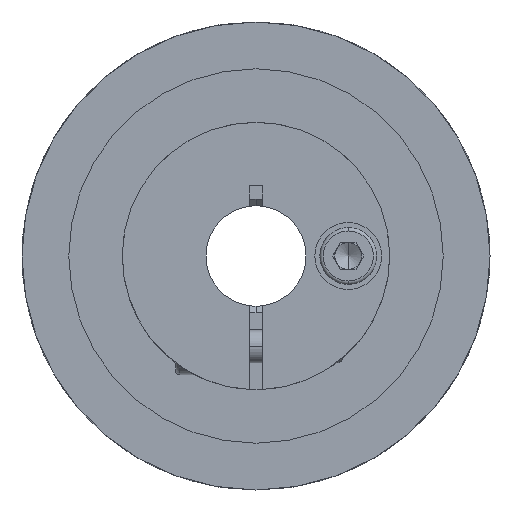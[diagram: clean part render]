
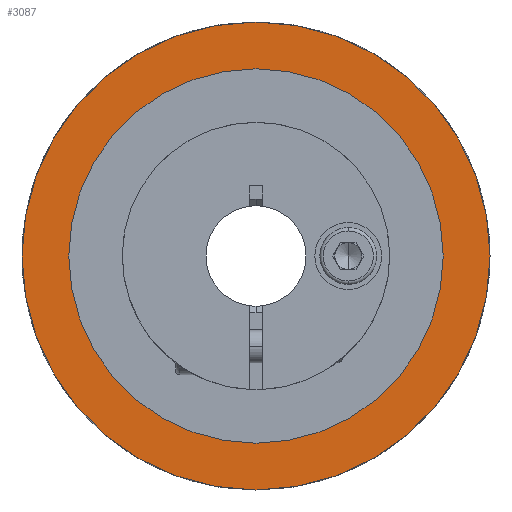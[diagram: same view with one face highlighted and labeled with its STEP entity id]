
A CAD part, left-side view. The second image highlights one B-rep face of the part: STEP entity #3087.
In plain terms, the highlighted planar face has unit normal (-1, 0, 0).
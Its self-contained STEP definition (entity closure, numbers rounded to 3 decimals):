
#231 = DIRECTION ( 'NONE',  ( 0., 0., 1. ) ) ;
#330 = DIRECTION ( 'NONE',  ( 1., 0., 0. ) ) ;
#422 = DIRECTION ( 'NONE',  ( -1., 0., 0. ) ) ;
#726 = AXIS2_PLACEMENT_3D ( 'NONE', #3406, #785, #231 ) ;
#785 = DIRECTION ( 'NONE',  ( -1., 0., 0. ) ) ;
#884 = CARTESIAN_POINT ( 'NONE',  ( 0., 0., -35. ) ) ;
#928 = AXIS2_PLACEMENT_3D ( 'NONE', #1383, #422, #3200 ) ;
#970 = PLANE ( 'NONE',  #2111 ) ;
#1074 = ORIENTED_EDGE ( 'NONE', *, *, #3067, .T. ) ;
#1268 = CIRCLE ( 'NONE', #4384, 28. ) ;
#1304 = CIRCLE ( 'NONE', #726, 35. ) ;
#1383 = CARTESIAN_POINT ( 'NONE',  ( 0., 0., 0. ) ) ;
#1490 = FACE_BOUND ( 'NONE', #5379, .T. ) ;
#1942 = DIRECTION ( 'NONE',  ( 0., 0., 1. ) ) ;
#2111 = AXIS2_PLACEMENT_3D ( 'NONE', #4368, #330, #2652 ) ;
#2118 = ORIENTED_EDGE ( 'NONE', *, *, #2847, .T. ) ;
#2350 = ORIENTED_EDGE ( 'NONE', *, *, #4016, .F. ) ;
#2418 = CARTESIAN_POINT ( 'NONE',  ( 0., 0., 0. ) ) ;
#2469 = CARTESIAN_POINT ( 'NONE',  ( 0., 0., 35. ) ) ;
#2605 = VERTEX_POINT ( 'NONE', #3413 ) ;
#2652 = DIRECTION ( 'NONE',  ( 0., 0., -1. ) ) ;
#2653 = EDGE_LOOP ( 'NONE', ( #1074, #2118 ) ) ;
#2847 = EDGE_CURVE ( 'NONE', #3584, #4563, #1304, .T. ) ;
#2864 = DIRECTION ( 'NONE',  ( -1., 0., 0. ) ) ;
#2986 = CIRCLE ( 'NONE', #3727, 35. ) ;
#3067 = EDGE_CURVE ( 'NONE', #4563, #3584, #2986, .T. ) ;
#3087 = ADVANCED_FACE ( 'NONE', ( #1490, #3755 ), #970, .F. ) ;
#3200 = DIRECTION ( 'NONE',  ( 0., 0., 1. ) ) ;
#3259 = DIRECTION ( 'NONE',  ( 0., 0., 1. ) ) ;
#3406 = CARTESIAN_POINT ( 'NONE',  ( 0., 0., 0. ) ) ;
#3413 = CARTESIAN_POINT ( 'NONE',  ( 0., 0., -28. ) ) ;
#3584 = VERTEX_POINT ( 'NONE', #884 ) ;
#3727 = AXIS2_PLACEMENT_3D ( 'NONE', #2418, #2864, #1942 ) ;
#3755 = FACE_OUTER_BOUND ( 'NONE', #2653, .T. ) ;
#4016 = EDGE_CURVE ( 'NONE', #4217, #2605, #4532, .T. ) ;
#4087 = CARTESIAN_POINT ( 'NONE',  ( 0., 0., 0. ) ) ;
#4217 = VERTEX_POINT ( 'NONE', #5505 ) ;
#4368 = CARTESIAN_POINT ( 'NONE',  ( 0., 28., 0. ) ) ;
#4384 = AXIS2_PLACEMENT_3D ( 'NONE', #4087, #5474, #3259 ) ;
#4470 = EDGE_CURVE ( 'NONE', #2605, #4217, #1268, .T. ) ;
#4532 = CIRCLE ( 'NONE', #928, 28. ) ;
#4563 = VERTEX_POINT ( 'NONE', #2469 ) ;
#4722 = ORIENTED_EDGE ( 'NONE', *, *, #4470, .F. ) ;
#5379 = EDGE_LOOP ( 'NONE', ( #2350, #4722 ) ) ;
#5474 = DIRECTION ( 'NONE',  ( -1., 0., 0. ) ) ;
#5505 = CARTESIAN_POINT ( 'NONE',  ( 0., 0., 28. ) ) ;
